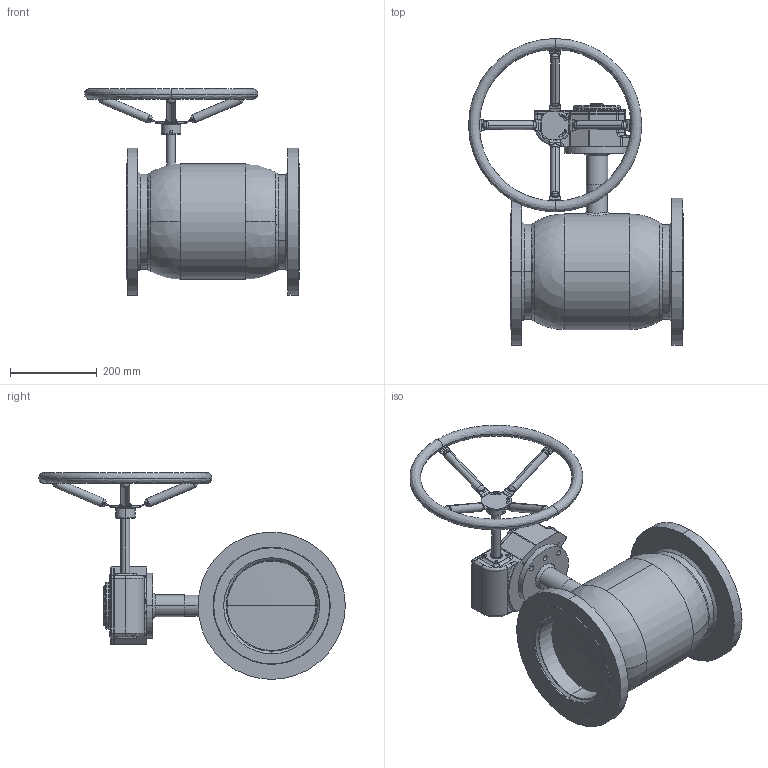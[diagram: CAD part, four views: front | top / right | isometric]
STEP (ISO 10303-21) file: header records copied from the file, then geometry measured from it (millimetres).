
FILE_DESCRIPTION (( 'STEP AP214' ), '1' );
FILE_NAME ('61103200 370.STEP', '2010-10-25T12:33:33', ( 'BROEN A/S' ), ( 'BROEN A/S' ), 'SwSTEP 2.0', 'SolidWorks 2009', '' );
FILE_SCHEMA (( 'AUTOMOTIVE_DESIGN' ));
Length unit declared in the file: millimetre
Products named in the file (1): 61103200 370
Bounding box: 496.5 x 708 x 477.5 mm (x, y, z)
Surface area: 1148513.4 mm2 (no closed solid volume)
Topology: 0 solids, 59 shells, 777 faces, 3043 edges, 2228 vertices
Faces by surface type: plane 264, bspline 255, cylinder 224, cone 30, sphere 4
Entity records: 97997 total; most frequent: CARTESIAN_POINT 66650, ORIENTED_EDGE 4701, DIRECTION 3916, EDGE_CURVE 3012, VERTEX_POINT 2228, VECTOR 1364, LINE 1364, AXIS2_PLACEMENT_3D 1276
